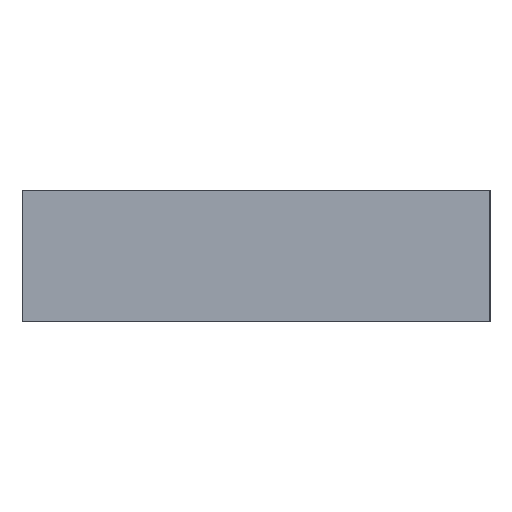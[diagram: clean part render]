
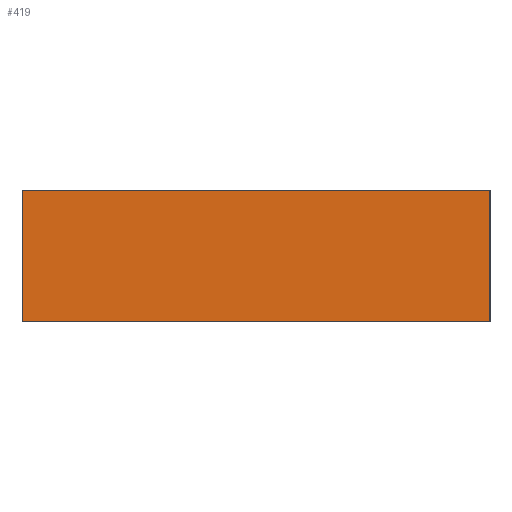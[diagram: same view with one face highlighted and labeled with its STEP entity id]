
A CAD part, left-side view. The second image highlights one B-rep face of the part: STEP entity #419.
In plain terms, the highlighted planar face has unit normal (-1, 0, 0).
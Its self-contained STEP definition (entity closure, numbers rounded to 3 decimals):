
#419=ADVANCED_FACE('',(#918),#919,.T.);
#447=EDGE_CURVE('',#957,#954,#960,.T.);
#449=EDGE_CURVE('',#954,#962,#963,.T.);
#451=EDGE_CURVE('',#957,#965,#966,.T.);
#453=EDGE_CURVE('',#965,#962,#968,.T.);
#918=FACE_OUTER_BOUND('',#1526,.T.);
#919=PLANE('',#1527);
#954=VERTEX_POINT('',#1571);
#957=VERTEX_POINT('',#1576);
#960=LINE('',#1581,#1582);
#962=VERTEX_POINT('',#1585);
#963=LINE('',#1586,#1587);
#965=VERTEX_POINT('',#1590);
#966=LINE('',#1591,#1592);
#968=LINE('',#1595,#1596);
#1526=EDGE_LOOP('',(#2773,#2774,#2775,#2776));
#1527=AXIS2_PLACEMENT_3D('',#2777,#2778,#2779);
#1571=CARTESIAN_POINT('',(-1.0,0.625,0.));
#1576=CARTESIAN_POINT('',(-1.0,-0.625,0.));
#1581=CARTESIAN_POINT('',(-1.0,-0.625,0.));
#1582=VECTOR('',#2850,1.0);
#1585=CARTESIAN_POINT('',(-1.0,0.625,0.35));
#1586=CARTESIAN_POINT('',(-1.0,0.625,0.));
#1587=VECTOR('',#2851,1.0);
#1590=CARTESIAN_POINT('',(-1.0,-0.625,0.35));
#1591=CARTESIAN_POINT('',(-1.0,-0.625,0.));
#1592=VECTOR('',#2852,1.0);
#1595=CARTESIAN_POINT('',(-1.0,-0.625,0.35));
#1596=VECTOR('',#2853,1.0);
#2773=ORIENTED_EDGE('',*,*,#449,.F.);
#2774=ORIENTED_EDGE('',*,*,#447,.F.);
#2775=ORIENTED_EDGE('',*,*,#451,.T.);
#2776=ORIENTED_EDGE('',*,*,#453,.T.);
#2777=CARTESIAN_POINT('',(-1.0,-0.625,0.));
#2778=DIRECTION('',(-1.0,0.0,0.0));
#2779=DIRECTION('',(0.0,0.0,1.0));
#2850=DIRECTION('',(0.0,1.0,0.0));
#2851=DIRECTION('',(0.0,0.0,1.0));
#2852=DIRECTION('',(0.0,0.0,1.0));
#2853=DIRECTION('',(0.0,1.0,0.0));
